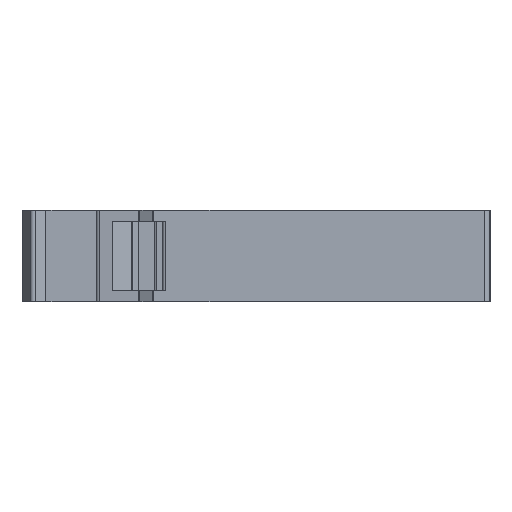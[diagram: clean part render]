
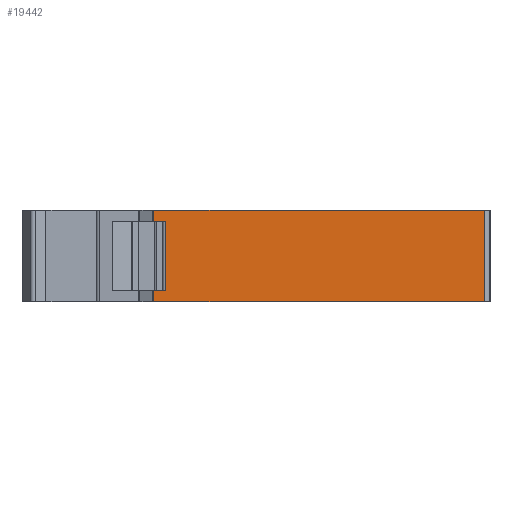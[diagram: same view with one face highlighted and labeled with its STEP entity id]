
A CAD part, left-side view. The second image highlights one B-rep face of the part: STEP entity #19442.
In plain terms, the highlighted planar face has unit normal (-1, 0, 0).
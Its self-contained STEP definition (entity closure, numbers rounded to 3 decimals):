
#1835 = PLANE('',#1836);
#1836 = AXIS2_PLACEMENT_3D('',#1837,#1838,#1839);
#1837 = CARTESIAN_POINT('',(-0.05,0.5,0.));
#1838 = DIRECTION('',(0.,0.,1.));
#1839 = DIRECTION('',(1.,0.,0.));
#2045 = VERTEX_POINT('',#2046);
#2046 = CARTESIAN_POINT('',(-36.05,-5.8,0.));
#2065 = CYLINDRICAL_SURFACE('',#2066,0.5);
#2066 = AXIS2_PLACEMENT_3D('',#2067,#2068,#2069);
#2067 = CARTESIAN_POINT('',(-35.55,-5.8,8.119));
#2068 = DIRECTION('',(0.,0.,-1.));
#2069 = DIRECTION('',(-1.,0.,0.));
#2077 = EDGE_CURVE('',#2045,#2078,#2080,.T.);
#2078 = VERTEX_POINT('',#2079);
#2079 = CARTESIAN_POINT('',(-36.05,23.357,0.));
#2080 = SURFACE_CURVE('',#2081,(#2085,#2092),.PCURVE_S1.);
#2081 = LINE('',#2082,#2083);
#2082 = CARTESIAN_POINT('',(-36.05,-5.8,0.));
#2083 = VECTOR('',#2084,1.);
#2084 = DIRECTION('',(0.,1.,0.));
#2085 = PCURVE('',#1835,#2086);
#2086 = DEFINITIONAL_REPRESENTATION('',(#2087),#2091);
#2087 = LINE('',#2088,#2089);
#2088 = CARTESIAN_POINT('',(-36.,-6.3));
#2089 = VECTOR('',#2090,1.);
#2090 = DIRECTION('',(0.,1.));
#2091 = ( GEOMETRIC_REPRESENTATION_CONTEXT(2) 
PARAMETRIC_REPRESENTATION_CONTEXT() REPRESENTATION_CONTEXT('2D SPACE',''
  ) );
#2092 = PCURVE('',#2093,#2098);
#2093 = PLANE('',#2094);
#2094 = AXIS2_PLACEMENT_3D('',#2095,#2096,#2097);
#2095 = CARTESIAN_POINT('',(-36.05,35.,0.));
#2096 = DIRECTION('',(-1.,0.,0.));
#2097 = DIRECTION('',(0.,-1.,0.));
#2098 = DEFINITIONAL_REPRESENTATION('',(#2099),#2103);
#2099 = LINE('',#2100,#2101);
#2100 = CARTESIAN_POINT('',(40.8,0.));
#2101 = VECTOR('',#2102,1.);
#2102 = DIRECTION('',(-1.,0.));
#2103 = ( GEOMETRIC_REPRESENTATION_CONTEXT(2) 
PARAMETRIC_REPRESENTATION_CONTEXT() REPRESENTATION_CONTEXT('2D SPACE',''
  ) );
#2126 = CYLINDRICAL_SURFACE('',#2127,0.3);
#2127 = AXIS2_PLACEMENT_3D('',#2128,#2129,#2130);
#2128 = CARTESIAN_POINT('',(-35.75,23.357,8.119));
#2129 = DIRECTION('',(0.,0.,-1.));
#2130 = DIRECTION('',(-1.,0.,0.));
#5348 = PLANE('',#5349);
#5349 = AXIS2_PLACEMENT_3D('',#5350,#5351,#5352);
#5350 = CARTESIAN_POINT('',(-0.05,0.5,8.1));
#5351 = DIRECTION('',(0.,0.,1.));
#5352 = DIRECTION('',(1.,0.,0.));
#5841 = VERTEX_POINT('',#5842);
#5842 = CARTESIAN_POINT('',(-36.05,23.357,8.1));
#5857 = CYLINDRICAL_SURFACE('',#5858,0.3);
#5858 = AXIS2_PLACEMENT_3D('',#5859,#5860,#5861);
#5859 = CARTESIAN_POINT('',(-35.75,23.357,8.119));
#5860 = DIRECTION('',(0.,0.,-1.));
#5861 = DIRECTION('',(-1.,0.,0.));
#5869 = EDGE_CURVE('',#5841,#5870,#5872,.T.);
#5870 = VERTEX_POINT('',#5871);
#5871 = CARTESIAN_POINT('',(-36.05,-5.8,8.1));
#5872 = SURFACE_CURVE('',#5873,(#5877,#5884),.PCURVE_S1.);
#5873 = LINE('',#5874,#5875);
#5874 = CARTESIAN_POINT('',(-36.05,-3.1,8.1));
#5875 = VECTOR('',#5876,1.);
#5876 = DIRECTION('',(0.,-1.,0.));
#5877 = PCURVE('',#5348,#5878);
#5878 = DEFINITIONAL_REPRESENTATION('',(#5879),#5883);
#5879 = LINE('',#5880,#5881);
#5880 = CARTESIAN_POINT('',(-36.,-3.6));
#5881 = VECTOR('',#5882,1.);
#5882 = DIRECTION('',(0.,-1.));
#5883 = ( GEOMETRIC_REPRESENTATION_CONTEXT(2) 
PARAMETRIC_REPRESENTATION_CONTEXT() REPRESENTATION_CONTEXT('2D SPACE',''
  ) );
#5884 = PCURVE('',#2093,#5885);
#5885 = DEFINITIONAL_REPRESENTATION('',(#5886),#5890);
#5886 = LINE('',#5887,#5888);
#5887 = CARTESIAN_POINT('',(38.1,8.1));
#5888 = VECTOR('',#5889,1.);
#5889 = DIRECTION('',(1.,0.));
#5890 = ( GEOMETRIC_REPRESENTATION_CONTEXT(2) 
PARAMETRIC_REPRESENTATION_CONTEXT() REPRESENTATION_CONTEXT('2D SPACE',''
  ) );
#19421 = EDGE_CURVE('',#5870,#2045,#19422,.T.);
#19422 = SURFACE_CURVE('',#19423,(#19427,#19434),.PCURVE_S1.);
#19423 = LINE('',#19424,#19425);
#19424 = CARTESIAN_POINT('',(-36.05,-5.8,8.1));
#19425 = VECTOR('',#19426,1.);
#19426 = DIRECTION('',(0.,0.,-1.));
#19427 = PCURVE('',#2065,#19428);
#19428 = DEFINITIONAL_REPRESENTATION('',(#19429),#19433);
#19429 = LINE('',#19430,#19431);
#19430 = CARTESIAN_POINT('',(6.283,0.019));
#19431 = VECTOR('',#19432,1.);
#19432 = DIRECTION('',(0.,1.));
#19433 = ( GEOMETRIC_REPRESENTATION_CONTEXT(2) 
PARAMETRIC_REPRESENTATION_CONTEXT() REPRESENTATION_CONTEXT('2D SPACE',''
  ) );
#19434 = PCURVE('',#2093,#19435);
#19435 = DEFINITIONAL_REPRESENTATION('',(#19436),#19440);
#19436 = LINE('',#19437,#19438);
#19437 = CARTESIAN_POINT('',(40.8,8.1));
#19438 = VECTOR('',#19439,1.);
#19439 = DIRECTION('',(0.,-1.));
#19440 = ( GEOMETRIC_REPRESENTATION_CONTEXT(2) 
PARAMETRIC_REPRESENTATION_CONTEXT() REPRESENTATION_CONTEXT('2D SPACE',''
  ) );
#19442 = ADVANCED_FACE('',(#19443),#2093,.T.);
#19443 = FACE_BOUND('',#19444,.T.);
#19444 = EDGE_LOOP('',(#19445,#19446,#19469,#19497,#19525,#19553,#19574,
    #19575));
#19445 = ORIENTED_EDGE('',*,*,#5869,.F.);
#19446 = ORIENTED_EDGE('',*,*,#19447,.T.);
#19447 = EDGE_CURVE('',#5841,#19448,#19450,.T.);
#19448 = VERTEX_POINT('',#19449);
#19449 = CARTESIAN_POINT('',(-36.05,23.357,7.1));
#19450 = SURFACE_CURVE('',#19451,(#19455,#19462),.PCURVE_S1.);
#19451 = LINE('',#19452,#19453);
#19452 = CARTESIAN_POINT('',(-36.05,23.357,8.1));
#19453 = VECTOR('',#19454,1.);
#19454 = DIRECTION('',(0.,0.,-1.));
#19455 = PCURVE('',#2093,#19456);
#19456 = DEFINITIONAL_REPRESENTATION('',(#19457),#19461);
#19457 = LINE('',#19458,#19459);
#19458 = CARTESIAN_POINT('',(11.643,8.1));
#19459 = VECTOR('',#19460,1.);
#19460 = DIRECTION('',(0.,-1.));
#19461 = ( GEOMETRIC_REPRESENTATION_CONTEXT(2) 
PARAMETRIC_REPRESENTATION_CONTEXT() REPRESENTATION_CONTEXT('2D SPACE',''
  ) );
#19462 = PCURVE('',#5857,#19463);
#19463 = DEFINITIONAL_REPRESENTATION('',(#19464),#19468);
#19464 = LINE('',#19465,#19466);
#19465 = CARTESIAN_POINT('',(0.,0.019));
#19466 = VECTOR('',#19467,1.);
#19467 = DIRECTION('',(0.,1.));
#19468 = ( GEOMETRIC_REPRESENTATION_CONTEXT(2) 
PARAMETRIC_REPRESENTATION_CONTEXT() REPRESENTATION_CONTEXT('2D SPACE',''
  ) );
#19469 = ORIENTED_EDGE('',*,*,#19470,.T.);
#19470 = EDGE_CURVE('',#19448,#19471,#19473,.T.);
#19471 = VERTEX_POINT('',#19472);
#19472 = CARTESIAN_POINT('',(-36.05,22.326,7.1));
#19473 = SURFACE_CURVE('',#19474,(#19478,#19485),.PCURVE_S1.);
#19474 = LINE('',#19475,#19476);
#19475 = CARTESIAN_POINT('',(-36.05,23.357,7.1));
#19476 = VECTOR('',#19477,1.);
#19477 = DIRECTION('',(0.,-1.,0.));
#19478 = PCURVE('',#2093,#19479);
#19479 = DEFINITIONAL_REPRESENTATION('',(#19480),#19484);
#19480 = LINE('',#19481,#19482);
#19481 = CARTESIAN_POINT('',(11.643,7.1));
#19482 = VECTOR('',#19483,1.);
#19483 = DIRECTION('',(1.,0.));
#19484 = ( GEOMETRIC_REPRESENTATION_CONTEXT(2) 
PARAMETRIC_REPRESENTATION_CONTEXT() REPRESENTATION_CONTEXT('2D SPACE',''
  ) );
#19485 = PCURVE('',#19486,#19491);
#19486 = PLANE('',#19487);
#19487 = AXIS2_PLACEMENT_3D('',#19488,#19489,#19490);
#19488 = CARTESIAN_POINT('',(-29.05,0.5,7.1));
#19489 = DIRECTION('',(0.,0.,1.));
#19490 = DIRECTION('',(1.,0.,0.));
#19491 = DEFINITIONAL_REPRESENTATION('',(#19492),#19496);
#19492 = LINE('',#19493,#19494);
#19493 = CARTESIAN_POINT('',(-7.,22.857));
#19494 = VECTOR('',#19495,1.);
#19495 = DIRECTION('',(0.,-1.));
#19496 = ( GEOMETRIC_REPRESENTATION_CONTEXT(2) 
PARAMETRIC_REPRESENTATION_CONTEXT() REPRESENTATION_CONTEXT('2D SPACE',''
  ) );
#19497 = ORIENTED_EDGE('',*,*,#19498,.F.);
#19498 = EDGE_CURVE('',#19499,#19471,#19501,.T.);
#19499 = VERTEX_POINT('',#19500);
#19500 = CARTESIAN_POINT('',(-36.05,22.326,1.));
#19501 = SURFACE_CURVE('',#19502,(#19506,#19513),.PCURVE_S1.);
#19502 = LINE('',#19503,#19504);
#19503 = CARTESIAN_POINT('',(-36.05,22.326,1.));
#19504 = VECTOR('',#19505,1.);
#19505 = DIRECTION('',(0.,0.,1.));
#19506 = PCURVE('',#2093,#19507);
#19507 = DEFINITIONAL_REPRESENTATION('',(#19508),#19512);
#19508 = LINE('',#19509,#19510);
#19509 = CARTESIAN_POINT('',(12.674,1.));
#19510 = VECTOR('',#19511,1.);
#19511 = DIRECTION('',(0.,1.));
#19512 = ( GEOMETRIC_REPRESENTATION_CONTEXT(2) 
PARAMETRIC_REPRESENTATION_CONTEXT() REPRESENTATION_CONTEXT('2D SPACE',''
  ) );
#19513 = PCURVE('',#19514,#19519);
#19514 = CYLINDRICAL_SURFACE('',#19515,0.3);
#19515 = AXIS2_PLACEMENT_3D('',#19516,#19517,#19518);
#19516 = CARTESIAN_POINT('',(-35.75,22.326,1.));
#19517 = DIRECTION('',(0.,0.,1.));
#19518 = DIRECTION('',(1.,0.,0.));
#19519 = DEFINITIONAL_REPRESENTATION('',(#19520),#19524);
#19520 = LINE('',#19521,#19522);
#19521 = CARTESIAN_POINT('',(3.142,0.));
#19522 = VECTOR('',#19523,1.);
#19523 = DIRECTION('',(0.,1.));
#19524 = ( GEOMETRIC_REPRESENTATION_CONTEXT(2) 
PARAMETRIC_REPRESENTATION_CONTEXT() REPRESENTATION_CONTEXT('2D SPACE',''
  ) );
#19525 = ORIENTED_EDGE('',*,*,#19526,.F.);
#19526 = EDGE_CURVE('',#19527,#19499,#19529,.T.);
#19527 = VERTEX_POINT('',#19528);
#19528 = CARTESIAN_POINT('',(-36.05,23.357,1.));
#19529 = SURFACE_CURVE('',#19530,(#19534,#19541),.PCURVE_S1.);
#19530 = LINE('',#19531,#19532);
#19531 = CARTESIAN_POINT('',(-36.05,23.357,1.));
#19532 = VECTOR('',#19533,1.);
#19533 = DIRECTION('',(0.,-1.,0.));
#19534 = PCURVE('',#2093,#19535);
#19535 = DEFINITIONAL_REPRESENTATION('',(#19536),#19540);
#19536 = LINE('',#19537,#19538);
#19537 = CARTESIAN_POINT('',(11.643,1.));
#19538 = VECTOR('',#19539,1.);
#19539 = DIRECTION('',(1.,0.));
#19540 = ( GEOMETRIC_REPRESENTATION_CONTEXT(2) 
PARAMETRIC_REPRESENTATION_CONTEXT() REPRESENTATION_CONTEXT('2D SPACE',''
  ) );
#19541 = PCURVE('',#19542,#19547);
#19542 = PLANE('',#19543);
#19543 = AXIS2_PLACEMENT_3D('',#19544,#19545,#19546);
#19544 = CARTESIAN_POINT('',(-29.05,0.5,1.));
#19545 = DIRECTION('',(0.,0.,1.));
#19546 = DIRECTION('',(1.,0.,0.));
#19547 = DEFINITIONAL_REPRESENTATION('',(#19548),#19552);
#19548 = LINE('',#19549,#19550);
#19549 = CARTESIAN_POINT('',(-7.,22.857));
#19550 = VECTOR('',#19551,1.);
#19551 = DIRECTION('',(0.,-1.));
#19552 = ( GEOMETRIC_REPRESENTATION_CONTEXT(2) 
PARAMETRIC_REPRESENTATION_CONTEXT() REPRESENTATION_CONTEXT('2D SPACE',''
  ) );
#19553 = ORIENTED_EDGE('',*,*,#19554,.T.);
#19554 = EDGE_CURVE('',#19527,#2078,#19555,.T.);
#19555 = SURFACE_CURVE('',#19556,(#19560,#19567),.PCURVE_S1.);
#19556 = LINE('',#19557,#19558);
#19557 = CARTESIAN_POINT('',(-36.05,23.357,1.));
#19558 = VECTOR('',#19559,1.);
#19559 = DIRECTION('',(0.,0.,-1.));
#19560 = PCURVE('',#2093,#19561);
#19561 = DEFINITIONAL_REPRESENTATION('',(#19562),#19566);
#19562 = LINE('',#19563,#19564);
#19563 = CARTESIAN_POINT('',(11.643,1.));
#19564 = VECTOR('',#19565,1.);
#19565 = DIRECTION('',(0.,-1.));
#19566 = ( GEOMETRIC_REPRESENTATION_CONTEXT(2) 
PARAMETRIC_REPRESENTATION_CONTEXT() REPRESENTATION_CONTEXT('2D SPACE',''
  ) );
#19567 = PCURVE('',#2126,#19568);
#19568 = DEFINITIONAL_REPRESENTATION('',(#19569),#19573);
#19569 = LINE('',#19570,#19571);
#19570 = CARTESIAN_POINT('',(0.,7.119));
#19571 = VECTOR('',#19572,1.);
#19572 = DIRECTION('',(0.,1.));
#19573 = ( GEOMETRIC_REPRESENTATION_CONTEXT(2) 
PARAMETRIC_REPRESENTATION_CONTEXT() REPRESENTATION_CONTEXT('2D SPACE',''
  ) );
#19574 = ORIENTED_EDGE('',*,*,#2077,.F.);
#19575 = ORIENTED_EDGE('',*,*,#19421,.F.);
